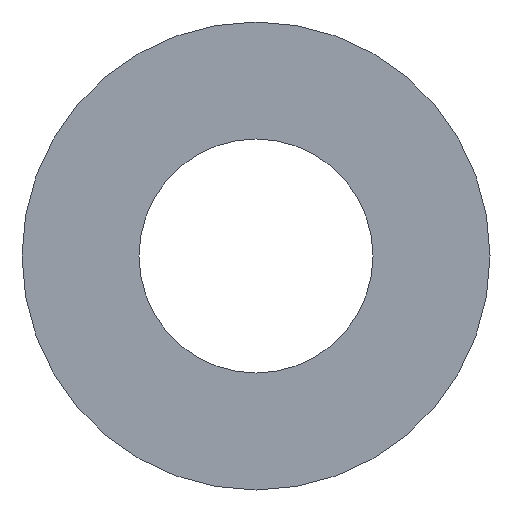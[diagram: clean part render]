
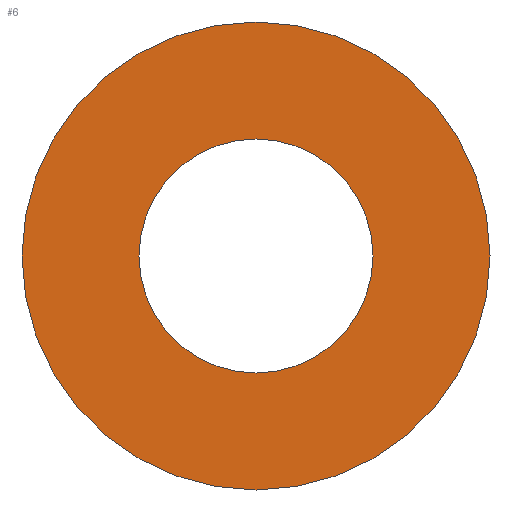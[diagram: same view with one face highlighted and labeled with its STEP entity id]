
A CAD part, front view. The second image highlights one B-rep face of the part: STEP entity #6.
In plain terms, the highlighted planar face has unit normal (0, -1, 0).
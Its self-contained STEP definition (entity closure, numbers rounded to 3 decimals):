
#6 = ADVANCED_FACE ( 'NONE', ( #257, #260 ), #99, .F. ) ;
#35 = AXIS2_PLACEMENT_3D ( 'NONE', #153, #160, #161 ) ;
#41 = AXIS2_PLACEMENT_3D ( 'NONE', #129, #142, #134 ) ;
#48 = AXIS2_PLACEMENT_3D ( 'NONE', #100, #97, #96 ) ;
#51 = EDGE_CURVE ( 'NONE', #108, #107, #272, .T. ) ;
#56 = EDGE_CURVE ( 'NONE', #112, #122, #281, .T. ) ;
#63 = EDGE_CURVE ( 'NONE', #107, #108, #287, .T. ) ;
#67 = EDGE_CURVE ( 'NONE', #122, #112, #291, .T. ) ;
#68 = AXIS2_PLACEMENT_3D ( 'NONE', #84, #79, #81 ) ;
#69 = AXIS2_PLACEMENT_3D ( 'NONE', #146, #148, #149 ) ;
#79 = DIRECTION ( 'NONE',  ( 0., 1., 0. ) ) ;
#81 = DIRECTION ( 'NONE',  ( 0., 0., 1. ) ) ;
#84 = CARTESIAN_POINT ( 'NONE',  ( 0., 0., 0. ) ) ;
#96 = DIRECTION ( 'NONE',  ( 0., 0., 1. ) ) ;
#97 = DIRECTION ( 'NONE',  ( 0., 1., 0. ) ) ;
#99 = PLANE ( 'NONE',  #48 ) ;
#100 = CARTESIAN_POINT ( 'NONE',  ( 0., 0., 0. ) ) ;
#107 = VERTEX_POINT ( 'NONE', #162 ) ;
#108 = VERTEX_POINT ( 'NONE', #163 ) ;
#112 = VERTEX_POINT ( 'NONE', #168 ) ;
#122 = VERTEX_POINT ( 'NONE', #174 ) ;
#129 = CARTESIAN_POINT ( 'NONE',  ( 0., 0., 0. ) ) ;
#134 = DIRECTION ( 'NONE',  ( 0., 0., 1. ) ) ;
#142 = DIRECTION ( 'NONE',  ( 0., 1., 0. ) ) ;
#146 = CARTESIAN_POINT ( 'NONE',  ( 0., 0., 0. ) ) ;
#148 = DIRECTION ( 'NONE',  ( 0., 1., 0. ) ) ;
#149 = DIRECTION ( 'NONE',  ( 0., 0., 1. ) ) ;
#153 = CARTESIAN_POINT ( 'NONE',  ( 0., 0., 0. ) ) ;
#160 = DIRECTION ( 'NONE',  ( 0., 1., 0. ) ) ;
#161 = DIRECTION ( 'NONE',  ( 0., 0., 1. ) ) ;
#162 = CARTESIAN_POINT ( 'NONE',  ( 0., 0., -12. ) ) ;
#163 = CARTESIAN_POINT ( 'NONE',  ( 0., 0., 12. ) ) ;
#168 = CARTESIAN_POINT ( 'NONE',  ( 0., 0., -6. ) ) ;
#174 = CARTESIAN_POINT ( 'NONE',  ( 0., 0., 6. ) ) ;
#222 = ORIENTED_EDGE ( 'NONE', *, *, #67, .T. ) ;
#223 = ORIENTED_EDGE ( 'NONE', *, *, #56, .T. ) ;
#225 = ORIENTED_EDGE ( 'NONE', *, *, #51, .F. ) ;
#227 = ORIENTED_EDGE ( 'NONE', *, *, #63, .F. ) ;
#240 = EDGE_LOOP ( 'NONE', ( #227, #225 ) ) ;
#247 = EDGE_LOOP ( 'NONE', ( #222, #223 ) ) ;
#257 = FACE_BOUND ( 'NONE', #247, .T. ) ;
#260 = FACE_OUTER_BOUND ( 'NONE', #240, .T. ) ;
#272 = CIRCLE ( 'NONE', #68, 12. ) ;
#281 = CIRCLE ( 'NONE', #41, 6. ) ;
#287 = CIRCLE ( 'NONE', #69, 12. ) ;
#291 = CIRCLE ( 'NONE', #35, 6. ) ;
